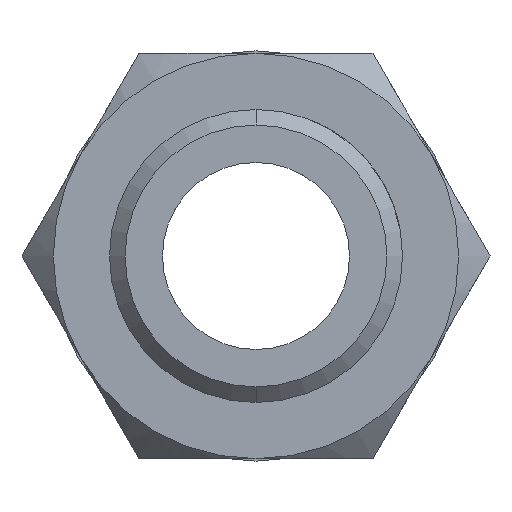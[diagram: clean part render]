
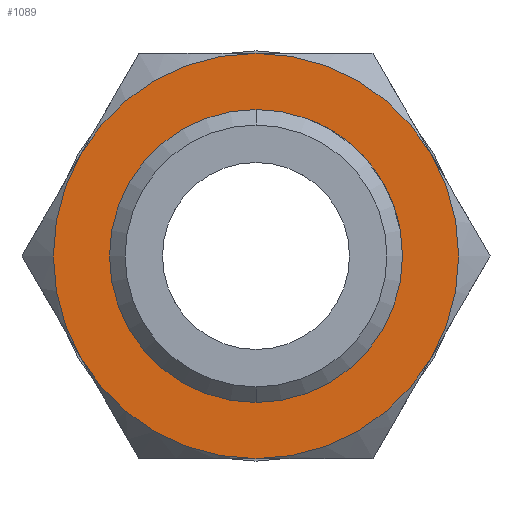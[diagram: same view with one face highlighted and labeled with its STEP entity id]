
A CAD part, left-side view. The second image highlights one B-rep face of the part: STEP entity #1089.
In plain terms, the highlighted planar face has unit normal (-1, 0, 0).
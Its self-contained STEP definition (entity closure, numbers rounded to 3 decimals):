
#22 = AXIS2_PLACEMENT_3D ( 'NONE', #4611, #4935, #2023 ) ;
#117 = AXIS2_PLACEMENT_3D ( 'NONE', #1499, #1906, #3155 ) ;
#143 = AXIS2_PLACEMENT_3D ( 'NONE', #500, #1371, #2564 ) ;
#150 = DIRECTION ( 'NONE',  ( -1., 0., 0. ) ) ;
#190 = DIRECTION ( 'NONE',  ( 0., 0., -1. ) ) ;
#227 = CARTESIAN_POINT ( 'NONE',  ( 25., 0., 0. ) ) ;
#291 = EDGE_CURVE ( 'NONE', #3908, #1988, #5323, .T. ) ;
#428 = VERTEX_POINT ( 'NONE', #1385 ) ;
#495 = VERTEX_POINT ( 'NONE', #1412 ) ;
#500 = CARTESIAN_POINT ( 'NONE',  ( 25., 0., 0. ) ) ;
#538 = FACE_OUTER_BOUND ( 'NONE', #3049, .T. ) ;
#722 = DIRECTION ( 'NONE',  ( 0., 0., 1. ) ) ;
#815 = CARTESIAN_POINT ( 'NONE',  ( 25., 5.629, -3.25 ) ) ;
#940 = CARTESIAN_POINT ( 'NONE',  ( 25., 0., 4.7 ) ) ;
#988 = ORIENTED_EDGE ( 'NONE', *, *, #3529, .F. ) ;
#995 = CIRCLE ( 'NONE', #4465, 6.5 ) ;
#1089 = ADVANCED_FACE ( 'NONE', ( #3066, #538 ), #1790, .F. ) ;
#1100 = DIRECTION ( 'NONE',  ( 1., 0., 0. ) ) ;
#1187 = EDGE_CURVE ( 'NONE', #1988, #2010, #2379, .T. ) ;
#1201 = CARTESIAN_POINT ( 'NONE',  ( 25., 0., 0. ) ) ;
#1249 = DIRECTION ( 'NONE',  ( 1., 0., 0. ) ) ;
#1371 = DIRECTION ( 'NONE',  ( 1., 0., 0. ) ) ;
#1385 = CARTESIAN_POINT ( 'NONE',  ( 25., 0., -4.7 ) ) ;
#1412 = CARTESIAN_POINT ( 'NONE',  ( 25., 5.629, 3.25 ) ) ;
#1425 = VERTEX_POINT ( 'NONE', #940 ) ;
#1438 = CIRCLE ( 'NONE', #4472, 4.7 ) ;
#1499 = CARTESIAN_POINT ( 'NONE',  ( 25., 0., 0. ) ) ;
#1510 = ORIENTED_EDGE ( 'NONE', *, *, #4030, .T. ) ;
#1696 = CIRCLE ( 'NONE', #4487, 4.7 ) ;
#1751 = ORIENTED_EDGE ( 'NONE', *, *, #1187, .F. ) ;
#1790 = PLANE ( 'NONE',  #3770 ) ;
#1852 = CIRCLE ( 'NONE', #2891, 6.5 ) ;
#1906 = DIRECTION ( 'NONE',  ( 1., 0., 0. ) ) ;
#1942 = CIRCLE ( 'NONE', #22, 6.5 ) ;
#1982 = EDGE_CURVE ( 'NONE', #2010, #495, #995, .T. ) ;
#1988 = VERTEX_POINT ( 'NONE', #2933 ) ;
#2010 = VERTEX_POINT ( 'NONE', #815 ) ;
#2023 = DIRECTION ( 'NONE',  ( 0., 0., -1. ) ) ;
#2163 = CARTESIAN_POINT ( 'NONE',  ( 25., 0., 0. ) ) ;
#2187 = CARTESIAN_POINT ( 'NONE',  ( 25., -5.629, 3.25 ) ) ;
#2196 = CARTESIAN_POINT ( 'NONE',  ( 25., 0., 0. ) ) ;
#2215 = CARTESIAN_POINT ( 'NONE',  ( 25., 0., 0. ) ) ;
#2304 = CARTESIAN_POINT ( 'NONE',  ( 25., 0., 6.5 ) ) ;
#2379 = CIRCLE ( 'NONE', #117, 6.5 ) ;
#2564 = DIRECTION ( 'NONE',  ( 0., 0., -1. ) ) ;
#2817 = CARTESIAN_POINT ( 'NONE',  ( 25., 0., 0. ) ) ;
#2891 = AXIS2_PLACEMENT_3D ( 'NONE', #2163, #4592, #5356 ) ;
#2933 = CARTESIAN_POINT ( 'NONE',  ( 25., 0., -6.5 ) ) ;
#3049 = EDGE_LOOP ( 'NONE', ( #1751, #3834, #988, #4268, #1510, #4684 ) ) ;
#3066 = FACE_BOUND ( 'NONE', #4975, .T. ) ;
#3114 = DIRECTION ( 'NONE',  ( 0., 0., 1. ) ) ;
#3155 = DIRECTION ( 'NONE',  ( 0., 0., -1. ) ) ;
#3346 = EDGE_CURVE ( 'NONE', #1425, #428, #1438, .T. ) ;
#3492 = CARTESIAN_POINT ( 'NONE',  ( 25., -5.629, -3.25 ) ) ;
#3529 = EDGE_CURVE ( 'NONE', #3655, #3908, #1942, .T. ) ;
#3655 = VERTEX_POINT ( 'NONE', #2187 ) ;
#3770 = AXIS2_PLACEMENT_3D ( 'NONE', #2196, #4733, #190 ) ;
#3834 = ORIENTED_EDGE ( 'NONE', *, *, #291, .F. ) ;
#3908 = VERTEX_POINT ( 'NONE', #3492 ) ;
#4030 = EDGE_CURVE ( 'NONE', #5215, #495, #1852, .T. ) ;
#4117 = DIRECTION ( 'NONE',  ( 0., 0., -1. ) ) ;
#4268 = ORIENTED_EDGE ( 'NONE', *, *, #5109, .F. ) ;
#4308 = ORIENTED_EDGE ( 'NONE', *, *, #3346, .F. ) ;
#4325 = ORIENTED_EDGE ( 'NONE', *, *, #5212, .F. ) ;
#4403 = DIRECTION ( 'NONE',  ( -1., 0., 0. ) ) ;
#4465 = AXIS2_PLACEMENT_3D ( 'NONE', #1201, #1249, #4117 ) ;
#4472 = AXIS2_PLACEMENT_3D ( 'NONE', #2817, #4403, #722 ) ;
#4487 = AXIS2_PLACEMENT_3D ( 'NONE', #2215, #150, #3114 ) ;
#4542 = AXIS2_PLACEMENT_3D ( 'NONE', #227, #1100, #4793 ) ;
#4592 = DIRECTION ( 'NONE',  ( -1., 0., 0. ) ) ;
#4611 = CARTESIAN_POINT ( 'NONE',  ( 25., 0., 0. ) ) ;
#4684 = ORIENTED_EDGE ( 'NONE', *, *, #1982, .F. ) ;
#4733 = DIRECTION ( 'NONE',  ( 1., 0., 0. ) ) ;
#4793 = DIRECTION ( 'NONE',  ( 0., 0., -1. ) ) ;
#4935 = DIRECTION ( 'NONE',  ( 1., 0., 0. ) ) ;
#4975 = EDGE_LOOP ( 'NONE', ( #4308, #4325 ) ) ;
#5109 = EDGE_CURVE ( 'NONE', #5215, #3655, #5355, .T. ) ;
#5212 = EDGE_CURVE ( 'NONE', #428, #1425, #1696, .T. ) ;
#5215 = VERTEX_POINT ( 'NONE', #2304 ) ;
#5323 = CIRCLE ( 'NONE', #4542, 6.5 ) ;
#5355 = CIRCLE ( 'NONE', #143, 6.5 ) ;
#5356 = DIRECTION ( 'NONE',  ( 0., 0., 1. ) ) ;
